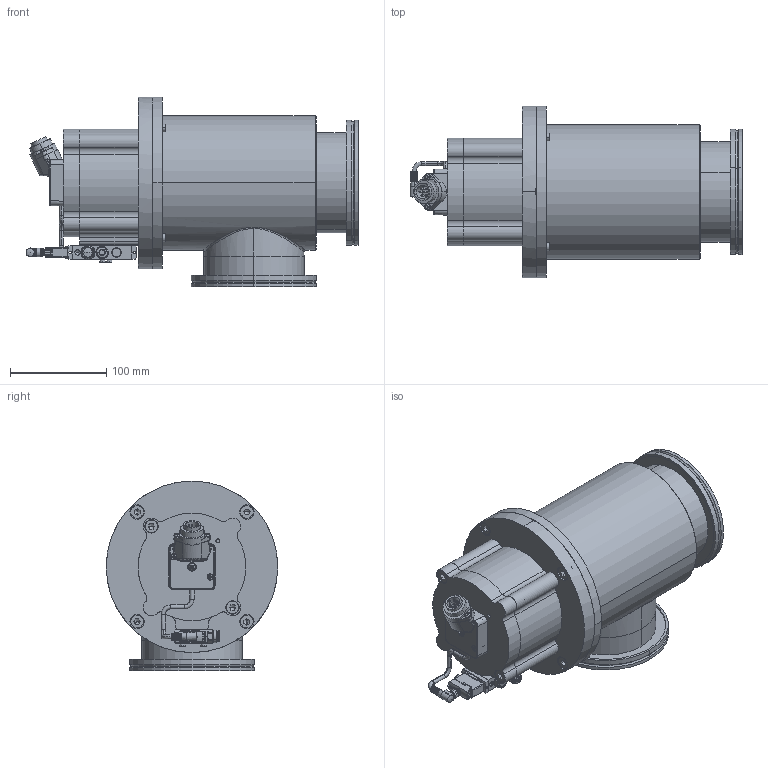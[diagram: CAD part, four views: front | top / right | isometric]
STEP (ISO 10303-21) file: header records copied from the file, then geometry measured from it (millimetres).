
FILE_DESCRIPTION (( 'STEP AP214' ), '1' );
FILE_NAME ('320VEP100-02.step', '2017-07-10T10:03:40', ( 'install' ), ( '' ), 'SwSTEP 2.0', 'SolidWorks 2015', '' );
FILE_SCHEMA (( 'AUTOMOTIVE_DESIGN' ));
Length unit declared in the file: millimetre
Products named in the file (1): 320VEP100-02
Bounding box: 344.4 x 178 x 197 mm (x, y, z)
Volume: 1195048.2 mm3; surface area: 495718.7 mm2
Topology: 50 solids, 57 shells, 2761 faces, 6721 edges, 4140 vertices
Faces by surface type: cylinder 1010, plane 983, cone 255, torus 236, bspline 211, sphere 66
Entity records: 118426 total; most frequent: CARTESIAN_POINT 24598, DIRECTION 13393, ORIENTED_EDGE 13258, EDGE_CURVE 6629, AXIS2_PLACEMENT_3D 5218, VERTEX_POINT 4115, EDGE_LOOP 3028, VECTOR 2957
